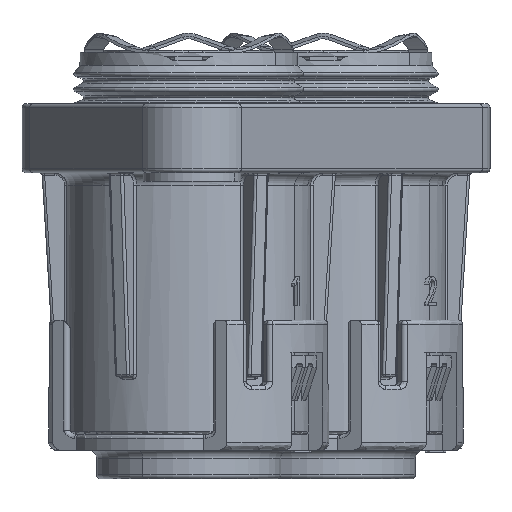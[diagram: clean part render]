
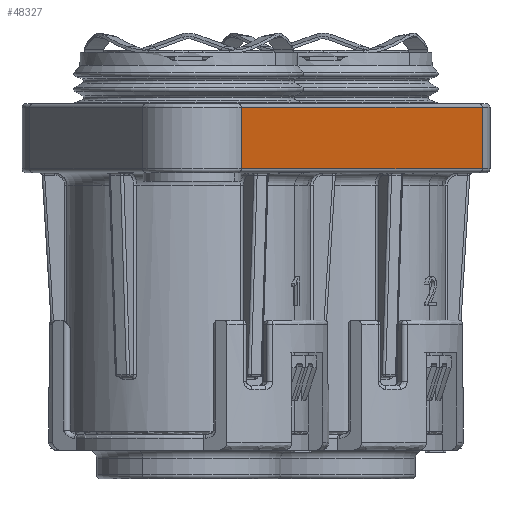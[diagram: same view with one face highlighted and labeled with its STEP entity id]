
A CAD part, left-side view. The second image highlights one B-rep face of the part: STEP entity #48327.
In plain terms, the highlighted planar face has unit normal (-0.5, -0.866, 0).
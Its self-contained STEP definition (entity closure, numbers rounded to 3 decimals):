
#60 = EDGE_CURVE ( 'NONE', #67151, #14988, #30472, .T. ) ;
#702 = CARTESIAN_POINT ( 'NONE',  ( 24.399, -36.376, -4.05 ) ) ;
#7694 = LINE ( 'NONE', #18650, #54682 ) ;
#8374 = DIRECTION ( 'NONE',  ( 0., 0., 1. ) ) ;
#10614 = CARTESIAN_POINT ( 'NONE',  ( 24.399, -36.376, -12.05 ) ) ;
#11599 = DIRECTION ( 'NONE',  ( 0.5, 0.866, 0. ) ) ;
#14988 = VERTEX_POINT ( 'NONE', #702 ) ;
#16916 = LINE ( 'NONE', #41671, #19337 ) ;
#17667 = PLANE ( 'NONE',  #25006 ) ;
#18650 = CARTESIAN_POINT ( 'NONE',  ( 24.399, -36.376, -4.05 ) ) ;
#19337 = VECTOR ( 'NONE', #53077, 1000. ) ;
#20543 = LINE ( 'NONE', #39212, #36333 ) ;
#21209 = VERTEX_POINT ( 'NONE', #40802 ) ;
#25006 = AXIS2_PLACEMENT_3D ( 'NONE', #67163, #11599, #49351 ) ;
#25107 = CARTESIAN_POINT ( 'NONE',  ( -26.821, -6.804, -11.55 ) ) ;
#25327 = ORIENTED_EDGE ( 'NONE', *, *, #42098, .F. ) ;
#30472 = LINE ( 'NONE', #10614, #63995 ) ;
#32243 = CARTESIAN_POINT ( 'NONE',  ( 24.399, -36.376, -11.55 ) ) ;
#33873 = EDGE_LOOP ( 'NONE', ( #70737, #50157, #25327, #44354 ) ) ;
#36333 = VECTOR ( 'NONE', #8374, 1000. ) ;
#39212 = CARTESIAN_POINT ( 'NONE',  ( -26.821, -6.804, -12.05 ) ) ;
#40802 = CARTESIAN_POINT ( 'NONE',  ( -26.821, -6.804, -4.05 ) ) ;
#41671 = CARTESIAN_POINT ( 'NONE',  ( -26.821, -6.804, -11.55 ) ) ;
#41724 = EDGE_CURVE ( 'NONE', #67151, #63002, #16916, .T. ) ;
#42098 = EDGE_CURVE ( 'NONE', #63002, #21209, #20543, .T. ) ;
#42838 = FACE_OUTER_BOUND ( 'NONE', #33873, .T. ) ;
#43386 = DIRECTION ( 'NONE',  ( 0.866, -0.5, 0. ) ) ;
#44354 = ORIENTED_EDGE ( 'NONE', *, *, #41724, .F. ) ;
#48327 = ADVANCED_FACE ( 'NONE', ( #42838 ), #17667, .F. ) ;
#49351 = DIRECTION ( 'NONE',  ( 0.866, -0.5, 0. ) ) ;
#50157 = ORIENTED_EDGE ( 'NONE', *, *, #57688, .F. ) ;
#53077 = DIRECTION ( 'NONE',  ( -0.866, 0.5, 0. ) ) ;
#54682 = VECTOR ( 'NONE', #43386, 1000. ) ;
#54835 = DIRECTION ( 'NONE',  ( 0., 0., 1. ) ) ;
#57688 = EDGE_CURVE ( 'NONE', #21209, #14988, #7694, .T. ) ;
#63002 = VERTEX_POINT ( 'NONE', #25107 ) ;
#63995 = VECTOR ( 'NONE', #54835, 1000. ) ;
#67151 = VERTEX_POINT ( 'NONE', #32243 ) ;
#67163 = CARTESIAN_POINT ( 'NONE',  ( 52.421, -52.554, 2.25 ) ) ;
#70737 = ORIENTED_EDGE ( 'NONE', *, *, #60, .T. ) ;
